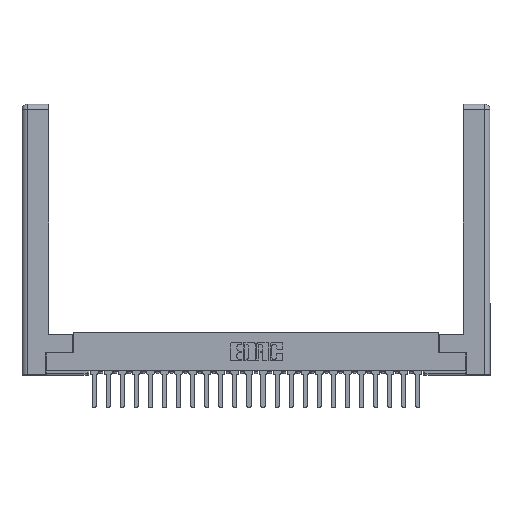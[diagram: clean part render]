
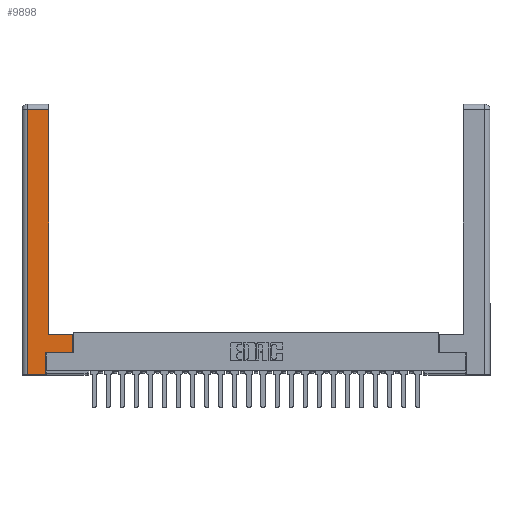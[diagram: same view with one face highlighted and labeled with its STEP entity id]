
A CAD part, top view. The second image highlights one B-rep face of the part: STEP entity #9898.
In plain terms, the highlighted planar face has unit normal (0, 0, 1).
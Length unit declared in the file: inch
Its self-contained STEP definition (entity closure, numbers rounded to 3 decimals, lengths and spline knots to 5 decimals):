
#17 = VERTEX_POINT ( 'NONE', #23270 ) ;
#68 = LINE ( 'NONE', #14975, #21559 ) ;
#402 = PLANE ( 'NONE',  #23566 ) ;
#525 = VERTEX_POINT ( 'NONE', #24135 ) ;
#2000 = DIRECTION ( 'NONE',  ( 0., 1., 0. ) ) ;
#2215 = CARTESIAN_POINT ( 'NONE',  ( 0., 0., 0. ) ) ;
#4465 = EDGE_CURVE ( 'NONE', #525, #16063, #22508, .T. ) ;
#4947 = DIRECTION ( 'NONE',  ( 0., -1., 0. ) ) ;
#5463 = ORIENTED_EDGE ( 'NONE', *, *, #7097, .T. ) ;
#5993 = CARTESIAN_POINT ( 'NONE',  ( 0.265, 0.245, 0. ) ) ;
#6744 = VERTEX_POINT ( 'NONE', #9675 ) ;
#6826 = CARTESIAN_POINT ( 'NONE',  ( 0.0615, 0., 0. ) ) ;
#7097 = EDGE_CURVE ( 'NONE', #10742, #525, #23894, .T. ) ;
#7286 = DIRECTION ( 'NONE',  ( 0., 1., 0. ) ) ;
#8710 = VECTOR ( 'NONE', #19120, 39.37008 ) ;
#8883 = EDGE_CURVE ( 'NONE', #6744, #18066, #19673, .T. ) ;
#9157 = CARTESIAN_POINT ( 'NONE',  ( 0.565, 0.245, 0. ) ) ;
#9538 = LINE ( 'NONE', #5993, #23477 ) ;
#9675 = CARTESIAN_POINT ( 'NONE',  ( 0.295, 0.45, 0. ) ) ;
#9898 = ADVANCED_FACE ( 'NONE', ( #18335 ), #402, .F. ) ;
#10390 = ORIENTED_EDGE ( 'NONE', *, *, #8883, .T. ) ;
#10742 = VERTEX_POINT ( 'NONE', #20900 ) ;
#10828 = LINE ( 'NONE', #20944, #21331 ) ;
#10845 = CARTESIAN_POINT ( 'NONE',  ( 0.565, 0.45, 0. ) ) ;
#11169 = DIRECTION ( 'NONE',  ( 1., 0., 0. ) ) ;
#11999 = CARTESIAN_POINT ( 'NONE',  ( 0.295, 2.94, 0. ) ) ;
#12177 = EDGE_CURVE ( 'NONE', #16063, #6744, #18978, .T. ) ;
#12942 = ORIENTED_EDGE ( 'NONE', *, *, #4465, .T. ) ;
#13116 = VECTOR ( 'NONE', #11169, 39.37008 ) ;
#13207 = CARTESIAN_POINT ( 'NONE',  ( 0.295, 3., 0. ) ) ;
#13315 = VECTOR ( 'NONE', #16236, 39.37008 ) ;
#14903 = VECTOR ( 'NONE', #7286, 39.37008 ) ;
#14975 = CARTESIAN_POINT ( 'NONE',  ( 0.0615, 2.94, 0. ) ) ;
#15512 = EDGE_CURVE ( 'NONE', #24187, #25752, #25513, .T. ) ;
#16063 = VERTEX_POINT ( 'NONE', #10845 ) ;
#16236 = DIRECTION ( 'NONE',  ( 0., 1., 0. ) ) ;
#16566 = CARTESIAN_POINT ( 'NONE',  ( 0.265, 0., 0. ) ) ;
#16638 = ORIENTED_EDGE ( 'NONE', *, *, #15512, .T. ) ;
#18066 = VERTEX_POINT ( 'NONE', #11999 ) ;
#18091 = ORIENTED_EDGE ( 'NONE', *, *, #12177, .T. ) ;
#18320 = EDGE_CURVE ( 'NONE', #18066, #17, #68, .T. ) ;
#18335 = FACE_OUTER_BOUND ( 'NONE', #19242, .T. ) ;
#18376 = DIRECTION ( 'NONE',  ( 0., 0., -1. ) ) ;
#18541 = DIRECTION ( 'NONE',  ( -1., 0., 0. ) ) ;
#18580 = EDGE_CURVE ( 'NONE', #25752, #10742, #9538, .T. ) ;
#18978 = LINE ( 'NONE', #21187, #21549 ) ;
#19031 = CARTESIAN_POINT ( 'NONE',  ( 0.265, 0., 0. ) ) ;
#19120 = DIRECTION ( 'NONE',  ( 1., 0., 0. ) ) ;
#19242 = EDGE_LOOP ( 'NONE', ( #10390, #24308, #25177, #16638, #22818, #5463, #12942, #18091 ) ) ;
#19673 = LINE ( 'NONE', #13207, #14903 ) ;
#20900 = CARTESIAN_POINT ( 'NONE',  ( 0.265, 0.245, 0. ) ) ;
#20944 = CARTESIAN_POINT ( 'NONE',  ( 0.0615, 0., 0. ) ) ;
#21187 = CARTESIAN_POINT ( 'NONE',  ( 0.295, 0.45, 0. ) ) ;
#21331 = VECTOR ( 'NONE', #4947, 39.37008 ) ;
#21549 = VECTOR ( 'NONE', #23291, 39.37008 ) ;
#21559 = VECTOR ( 'NONE', #24828, 39.37008 ) ;
#22355 = CARTESIAN_POINT ( 'NONE',  ( 0.565, 0.45, 0. ) ) ;
#22508 = LINE ( 'NONE', #22355, #13315 ) ;
#22818 = ORIENTED_EDGE ( 'NONE', *, *, #18580, .T. ) ;
#23270 = CARTESIAN_POINT ( 'NONE',  ( 0.0615, 2.94, 0. ) ) ;
#23291 = DIRECTION ( 'NONE',  ( -1., 0., 0. ) ) ;
#23477 = VECTOR ( 'NONE', #2000, 39.37008 ) ;
#23566 = AXIS2_PLACEMENT_3D ( 'NONE', #2215, #18376, #18541 ) ;
#23894 = LINE ( 'NONE', #9157, #13116 ) ;
#24135 = CARTESIAN_POINT ( 'NONE',  ( 0.565, 0.245, 0. ) ) ;
#24187 = VERTEX_POINT ( 'NONE', #6826 ) ;
#24308 = ORIENTED_EDGE ( 'NONE', *, *, #18320, .T. ) ;
#24828 = DIRECTION ( 'NONE',  ( -1., 0., 0. ) ) ;
#25177 = ORIENTED_EDGE ( 'NONE', *, *, #25950, .T. ) ;
#25513 = LINE ( 'NONE', #19031, #8710 ) ;
#25752 = VERTEX_POINT ( 'NONE', #16566 ) ;
#25950 = EDGE_CURVE ( 'NONE', #17, #24187, #10828, .T. ) ;
